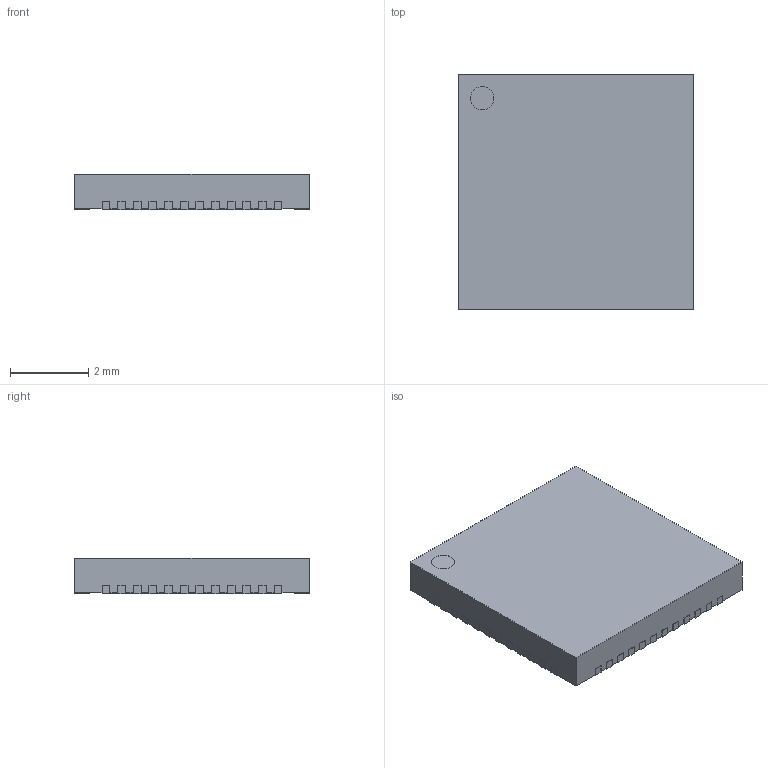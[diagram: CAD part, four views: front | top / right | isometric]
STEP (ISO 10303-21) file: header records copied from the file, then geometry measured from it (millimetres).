
FILE_DESCRIPTION (( 'STEP AP214' ), '1' );
FILE_NAME ('QFN40P600X600X90-48_Nordic_Semiconductor_QFN48.STEP', '2014-12-09T13:30:12', ( 'pomocnik' ), ( '' ), 'SwSTEP 2.0', 'SolidWorks 2012', '' );
FILE_SCHEMA (( 'AUTOMOTIVE_DESIGN' ));
Length unit declared in the file: millimetre
Products named in the file (1): QFN40P600X600X90-48_Nordic_Semiconductor_QFN48
Bounding box: 6.02 x 6.02 x 0.9 mm (x, y, z)
Volume: 32.2 mm3; surface area: 94.9 mm2
Topology: 1 solids, 1 shells, 302 faces, 894 edges, 596 vertices
Faces by surface type: plane 253, cylinder 49
Full cylindrical faces by diameter (mm): 0.6 x1
Entity records: 13327 total; most frequent: CARTESIAN_POINT 1792, ORIENTED_EDGE 1786, DIRECTION 1597, EDGE_CURVE 893, VECTOR 795, LINE 795, VERTEX_POINT 596, AXIS2_PLACEMENT_3D 401
